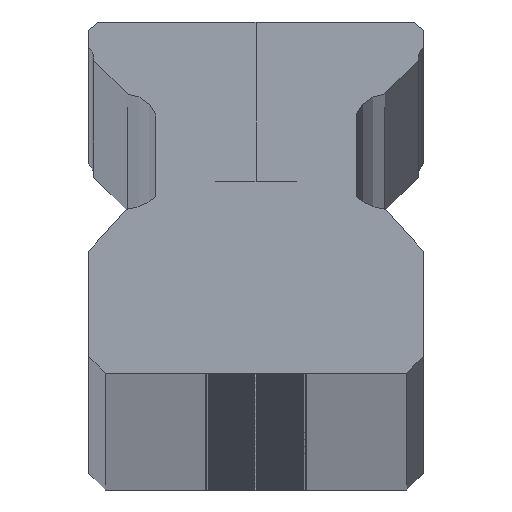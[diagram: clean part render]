
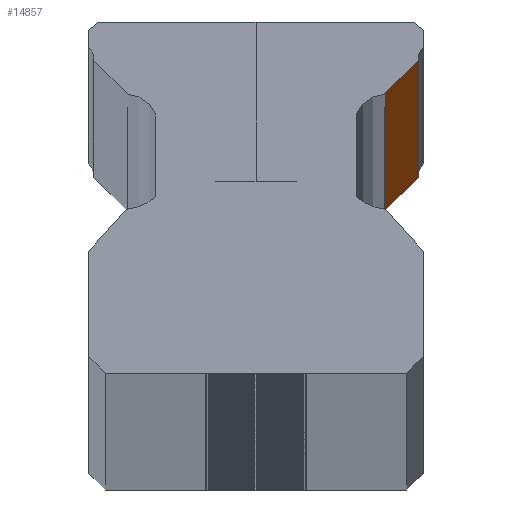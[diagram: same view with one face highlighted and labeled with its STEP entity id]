
A CAD part, top view. The second image highlights one B-rep face of the part: STEP entity #14857.
In plain terms, the highlighted planar face has unit normal (0.707, -0.707, 0).
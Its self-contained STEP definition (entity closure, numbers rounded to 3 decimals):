
#285 = LINE ( 'NONE', #11713, #1386 ) ;
#310 = EDGE_LOOP ( 'NONE', ( #13959, #5354, #17497, #10658 ) ) ;
#438 = VERTEX_POINT ( 'NONE', #2301 ) ;
#482 = DIRECTION ( 'NONE',  ( 0., 0., -1. ) ) ;
#1152 = VECTOR ( 'NONE', #482, 1000. ) ;
#1386 = VECTOR ( 'NONE', #13339, 1000. ) ;
#2301 = CARTESIAN_POINT ( 'NONE',  ( 9.7, 18.7, 0. ) ) ;
#3486 = CARTESIAN_POINT ( 'NONE',  ( 7.7, 16.7, 4000. ) ) ;
#3898 = VERTEX_POINT ( 'NONE', #17189 ) ;
#3928 = DIRECTION ( 'NONE',  ( -0.707, 0.707, 0. ) ) ;
#5248 = VECTOR ( 'NONE', #6499, 1000. ) ;
#5354 = ORIENTED_EDGE ( 'NONE', *, *, #5990, .F. ) ;
#5543 = PLANE ( 'NONE',  #14715 ) ;
#5990 = EDGE_CURVE ( 'NONE', #3898, #438, #6421, .T. ) ;
#6421 = LINE ( 'NONE', #10178, #1152 ) ;
#6499 = DIRECTION ( 'NONE',  ( 0., 0., -1. ) ) ;
#7269 = FACE_OUTER_BOUND ( 'NONE', #310, .T. ) ;
#9104 = CARTESIAN_POINT ( 'NONE',  ( 7.7, 16.7, 4000. ) ) ;
#9714 = CARTESIAN_POINT ( 'NONE',  ( 7.7, 16.7, 0. ) ) ;
#10178 = CARTESIAN_POINT ( 'NONE',  ( 9.7, 18.7, 4000. ) ) ;
#10658 = ORIENTED_EDGE ( 'NONE', *, *, #20347, .T. ) ;
#11713 = CARTESIAN_POINT ( 'NONE',  ( 7.7, 16.7, 0. ) ) ;
#12146 = LINE ( 'NONE', #13989, #15367 ) ;
#13339 = DIRECTION ( 'NONE',  ( 0.707, 0.707, 0. ) ) ;
#13747 = VERTEX_POINT ( 'NONE', #9714 ) ;
#13868 = DIRECTION ( 'NONE',  ( -0.707, -0.707, 0. ) ) ;
#13959 = ORIENTED_EDGE ( 'NONE', *, *, #18487, .T. ) ;
#13989 = CARTESIAN_POINT ( 'NONE',  ( 7.7, 16.7, 4000. ) ) ;
#14490 = EDGE_CURVE ( 'NONE', #18133, #3898, #12146, .T. ) ;
#14715 = AXIS2_PLACEMENT_3D ( 'NONE', #9104, #3928, #13868 ) ;
#14857 = ADVANCED_FACE ( 'NONE', ( #7269 ), #5543, .F. ) ;
#15367 = VECTOR ( 'NONE', #18750, 1000. ) ;
#16715 = CARTESIAN_POINT ( 'NONE',  ( 7.7, 16.7, 4000. ) ) ;
#17189 = CARTESIAN_POINT ( 'NONE',  ( 9.7, 18.7, 4000. ) ) ;
#17497 = ORIENTED_EDGE ( 'NONE', *, *, #14490, .F. ) ;
#18069 = LINE ( 'NONE', #3486, #5248 ) ;
#18133 = VERTEX_POINT ( 'NONE', #16715 ) ;
#18487 = EDGE_CURVE ( 'NONE', #13747, #438, #285, .T. ) ;
#18750 = DIRECTION ( 'NONE',  ( 0.707, 0.707, 0. ) ) ;
#20347 = EDGE_CURVE ( 'NONE', #18133, #13747, #18069, .T. ) ;
